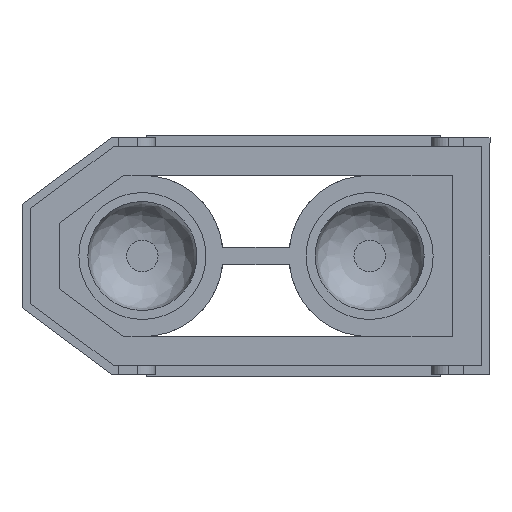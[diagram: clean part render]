
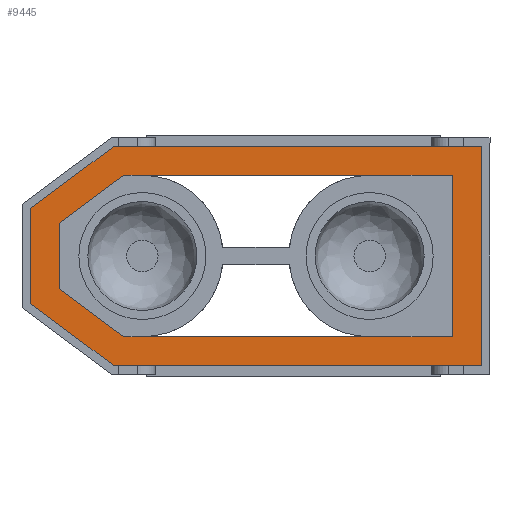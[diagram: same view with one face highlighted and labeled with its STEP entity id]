
A CAD part, front view. The second image highlights one B-rep face of the part: STEP entity #9445.
In plain terms, the highlighted planar face has unit normal (0, -1, 0).
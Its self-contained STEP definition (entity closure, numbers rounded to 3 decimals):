
#873=FACE_BOUND('',#1678,.T.);
#921=PLANE('',#10015);
#1151=FACE_OUTER_BOUND('',#1677,.T.);
#1677=EDGE_LOOP('',(#6624,#6625,#6626,#6627,#6628,#6629));
#1678=EDGE_LOOP('',(#6630,#6631,#6632,#6633,#6634,#6635,#6636,#6637,#6638,
#6639));
#2197=LINE('',#11827,#3058);
#2201=LINE('',#11835,#3062);
#2224=LINE('',#11901,#3085);
#2227=LINE('',#11907,#3088);
#2234=LINE('',#11920,#3095);
#2236=LINE('',#11923,#3097);
#2237=LINE('',#11926,#3098);
#2239=LINE('',#11929,#3100);
#2248=LINE('',#11946,#3109);
#2249=LINE('',#11950,#3110);
#2250=LINE('',#11952,#3111);
#2251=LINE('',#11954,#3112);
#2252=LINE('',#11956,#3113);
#2253=LINE('',#11958,#3114);
#2254=LINE('',#11959,#3115);
#2255=LINE('',#11960,#3116);
#3058=VECTOR('',#10348,10.);
#3062=VECTOR('',#10354,10.);
#3085=VECTOR('',#10415,10.);
#3088=VECTOR('',#10420,10.);
#3095=VECTOR('',#10431,10.);
#3097=VECTOR('',#10435,10.);
#3098=VECTOR('',#10438,10.);
#3100=VECTOR('',#10442,10.);
#3109=VECTOR('',#10455,10.);
#3110=VECTOR('',#10458,10.);
#3111=VECTOR('',#10459,10.);
#3112=VECTOR('',#10460,10.);
#3113=VECTOR('',#10461,10.);
#3114=VECTOR('',#10462,10.);
#3115=VECTOR('',#10463,10.);
#3116=VECTOR('',#10464,10.);
#3985=VERTEX_POINT('',#11825);
#3986=VERTEX_POINT('',#11826);
#3989=VERTEX_POINT('',#11834);
#4005=VERTEX_POINT('',#11878);
#4008=VERTEX_POINT('',#11887);
#4010=VERTEX_POINT('',#11891);
#4013=VERTEX_POINT('',#11900);
#4015=VERTEX_POINT('',#11906);
#4019=VERTEX_POINT('',#11919);
#4020=VERTEX_POINT('',#11925);
#4027=VERTEX_POINT('',#11948);
#4028=VERTEX_POINT('',#11949);
#4029=VERTEX_POINT('',#11951);
#4030=VERTEX_POINT('',#11953);
#4031=VERTEX_POINT('',#11955);
#4032=VERTEX_POINT('',#11957);
#4987=EDGE_CURVE('',#3985,#3986,#2197,.T.);
#4991=EDGE_CURVE('',#3989,#3985,#2201,.T.);
#5024=EDGE_CURVE('',#4008,#4013,#2224,.T.);
#5027=EDGE_CURVE('',#4015,#4010,#2227,.T.);
#5034=EDGE_CURVE('',#4013,#4019,#2234,.T.);
#5036=EDGE_CURVE('',#4005,#3989,#2236,.T.);
#5037=EDGE_CURVE('',#4020,#4015,#2237,.T.);
#5039=EDGE_CURVE('',#4019,#4020,#2239,.T.);
#5048=EDGE_CURVE('',#3986,#4008,#2248,.T.);
#5049=EDGE_CURVE('',#4027,#4028,#2249,.T.);
#5050=EDGE_CURVE('',#4029,#4027,#2250,.T.);
#5051=EDGE_CURVE('',#4030,#4029,#2251,.T.);
#5052=EDGE_CURVE('',#4031,#4030,#2252,.T.);
#5053=EDGE_CURVE('',#4032,#4031,#2253,.T.);
#5054=EDGE_CURVE('',#4028,#4032,#2254,.T.);
#5055=EDGE_CURVE('',#4010,#4005,#2255,.T.);
#6624=ORIENTED_EDGE('',*,*,#5049,.F.);
#6625=ORIENTED_EDGE('',*,*,#5050,.F.);
#6626=ORIENTED_EDGE('',*,*,#5051,.F.);
#6627=ORIENTED_EDGE('',*,*,#5052,.F.);
#6628=ORIENTED_EDGE('',*,*,#5053,.F.);
#6629=ORIENTED_EDGE('',*,*,#5054,.F.);
#6630=ORIENTED_EDGE('',*,*,#5027,.T.);
#6631=ORIENTED_EDGE('',*,*,#5055,.T.);
#6632=ORIENTED_EDGE('',*,*,#5036,.T.);
#6633=ORIENTED_EDGE('',*,*,#4991,.T.);
#6634=ORIENTED_EDGE('',*,*,#4987,.T.);
#6635=ORIENTED_EDGE('',*,*,#5048,.T.);
#6636=ORIENTED_EDGE('',*,*,#5024,.T.);
#6637=ORIENTED_EDGE('',*,*,#5034,.T.);
#6638=ORIENTED_EDGE('',*,*,#5039,.T.);
#6639=ORIENTED_EDGE('',*,*,#5037,.T.);
#9445=ADVANCED_FACE('',(#1151,#873),#921,.T.);
#10015=AXIS2_PLACEMENT_3D('',#11947,#10456,#10457);
#10348=DIRECTION('',(-1.,0.,0.));
#10354=DIRECTION('',(0.,0.,-1.));
#10415=DIRECTION('',(-1.,0.,0.));
#10420=DIRECTION('',(1.,0.,0.));
#10431=DIRECTION('',(-0.802,0.,0.597));
#10435=DIRECTION('',(1.,0.,0.));
#10438=DIRECTION('',(0.802,0.,0.597));
#10442=DIRECTION('',(0.,0.,1.));
#10455=DIRECTION('',(-1.,0.,0.));
#10456=DIRECTION('center_axis',(0.,-1.,0.));
#10457=DIRECTION('ref_axis',(0.,0.,
-1.));
#10458=DIRECTION('',(1.,0.,0.));
#10459=DIRECTION('',(0.802,0.,0.597));
#10460=DIRECTION('',(0.,0.,1.));
#10461=DIRECTION('',(-0.802,0.,0.597));
#10462=DIRECTION('',(-1.,0.,0.));
#10463=DIRECTION('',(0.,0.,-1.));
#10464=DIRECTION('',(1.,0.,0.));
#11825=CARTESIAN_POINT('',(-0.85,30.432,2.075));
#11826=CARTESIAN_POINT('',(-2.77,30.432,2.075));
#11827=CARTESIAN_POINT('',(-4.09,30.432,2.075));
#11834=CARTESIAN_POINT('',(-0.85,30.432,5.825));
#11835=CARTESIAN_POINT('',(-0.85,30.432,3.013));
#11878=CARTESIAN_POINT('',(-2.77,30.432,5.825));
#11887=CARTESIAN_POINT('',(-8.05,30.432,2.075));
#11891=CARTESIAN_POINT('',(-8.05,30.432,5.825));
#11900=CARTESIAN_POINT('',(-8.481,30.432,2.075));
#11901=CARTESIAN_POINT('',(-4.09,30.432,2.075));
#11906=CARTESIAN_POINT('',(-8.481,30.432,5.825));
#11907=CARTESIAN_POINT('',(-4.09,30.432,5.825));
#11919=CARTESIAN_POINT('',(-9.97,30.432,3.184));
#11920=CARTESIAN_POINT('',(-8.687,30.432,2.228));
#11923=CARTESIAN_POINT('',(-4.09,30.432,5.825));
#11925=CARTESIAN_POINT('',(-9.97,30.432,4.716));
#11926=CARTESIAN_POINT('',(-7.943,30.432,6.226));
#11929=CARTESIAN_POINT('',(-9.97,30.432,4.333));
#11946=CARTESIAN_POINT('',(-4.09,30.432,2.075));
#11947=CARTESIAN_POINT('Origin',(-5.41,30.432,3.95));
#11948=CARTESIAN_POINT('',(-8.705,30.432,6.5));
#11949=CARTESIAN_POINT('',(-0.175,30.432,6.5));
#11950=CARTESIAN_POINT('',(-2.748,30.432,6.5));
#11951=CARTESIAN_POINT('',(-10.645,30.432,5.055));
#11952=CARTESIAN_POINT('',(-8.245,30.432,6.843));
#11953=CARTESIAN_POINT('',(-10.645,30.432,2.845));
#11954=CARTESIAN_POINT('',(-10.645,30.432,4.525));
#11955=CARTESIAN_POINT('',(-8.705,30.432,1.4));
#11956=CARTESIAN_POINT('',(-9.245,30.432,1.802));
#11957=CARTESIAN_POINT('',(-0.175,30.432,1.4));
#11958=CARTESIAN_POINT('',(-7.073,30.432,1.4));
#11959=CARTESIAN_POINT('',(-0.175,30.432,2.63));
#11960=CARTESIAN_POINT('',(-4.09,30.432,5.825));
